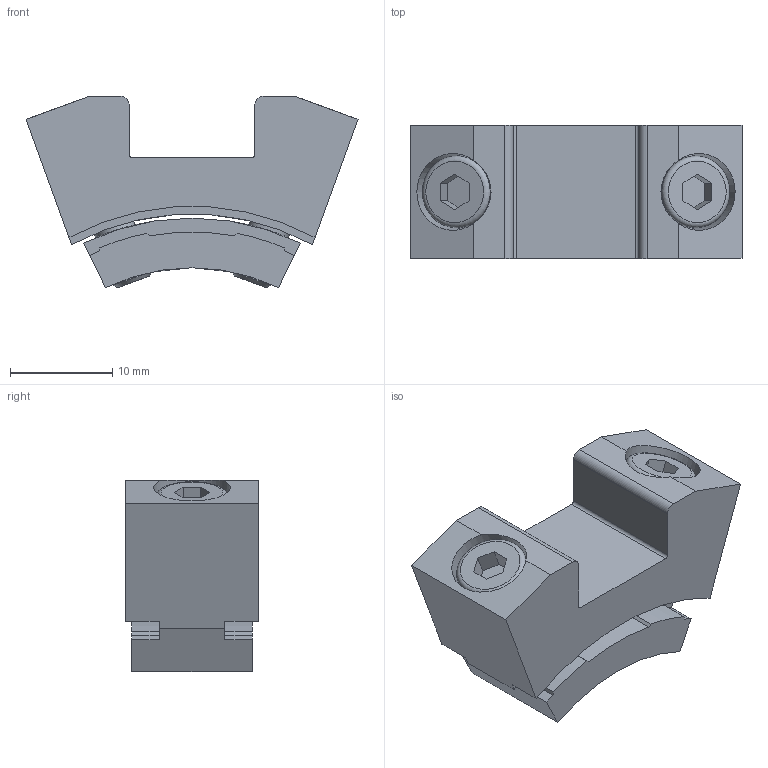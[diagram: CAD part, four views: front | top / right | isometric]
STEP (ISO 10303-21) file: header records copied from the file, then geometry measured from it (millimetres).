
FILE_DESCRIPTION(/* description */ ('STEP AP214'),/* implementation_level */ '2;1');
FILE_NAME(/* name */ '1435411_DADL-EC-Q11-20_25',/* time_stamp */ '2024-08-12T18:17:26+02:00',/* author */ ('License CC BY-ND 4.0'),/* organization */ ('CADENAS'),/* preprocessor_version */ 'ST-DEVELOPER v19.3',/* originating_system */ 'PARTsolutions',/* authorisation */ ' ');
FILE_SCHEMA (('AUTOMOTIVE_DESIGN {1 0 10303 214 3 1 1}'));
Length unit declared in the file: millimetre
Products named in the file (1): 1435411 DADL-EC-Q11-20/25
Bounding box: 32.41 x 13 x 18.7 mm (x, y, z)
Volume: 4401.6 mm3; surface area: 3007.5 mm2
Topology: 1 solids, 1 shells, 86 faces, 224 edges, 148 vertices
Faces by surface type: plane 47, cylinder 35, cone 2, torus 2
Full cylindrical faces by diameter (mm): 4 x4, 7 x2, 7.5 x2
Entity records: 2630 total; most frequent: CARTESIAN_POINT 551, DIRECTION 416, ORIENTED_EDGE 412, EDGE_CURVE 206, VERTEX_POINT 142, AXIS2_PLACEMENT_3D 141, LINE 134, VECTOR 134
